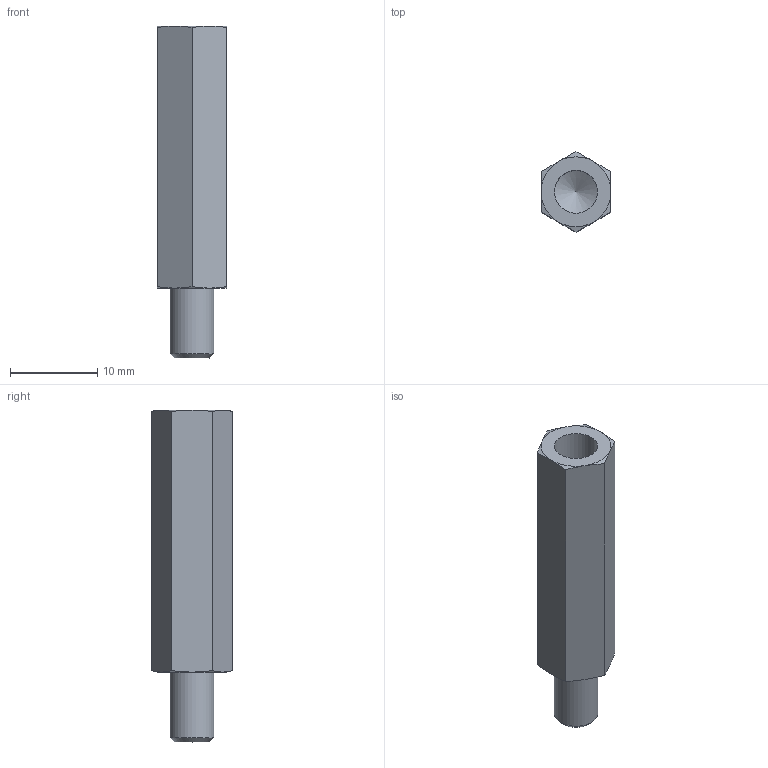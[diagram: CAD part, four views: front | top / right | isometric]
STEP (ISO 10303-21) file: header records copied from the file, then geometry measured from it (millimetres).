
FILE_DESCRIPTION(/* description */ ('Unknown'),/* implementation_level */ '2;1');
FILE_NAME(/* name */ 'Q_FBR-16A-2022',/* time_stamp */ '2025-07-08T10:39:09+08:00',/* author */ ('Unknown'),/* organization */ ('Unknown'),/* preprocessor_version */ 'ST-DEVELOPER v19.4',/* originating_system */ 'TianGong',/* authorisation */ 'Unknown');
FILE_SCHEMA (('AUTOMOTIVE_DESIGN {1 0 10303 214 3 1 1}'));
Length unit declared in the file: millimetre
Products named in the file (1): Q_FBR-16A-2022
Bounding box: 8 x 9.24 x 38 mm (x, y, z)
Volume: 1656.2 mm3; surface area: 1186.9 mm2
Topology: 1 solids, 1 shells, 25 faces, 53 edges, 31 vertices
Faces by surface type: cone 14, plane 9, cylinder 2
Full cylindrical faces by diameter (mm): 4.917 x1, 5 x1
Entity records: 849 total; most frequent: CARTESIAN_POINT 175, ORIENTED_EDGE 94, DIRECTION 92, EDGE_CURVE 47, AXIS2_PLACEMENT_3D 43, FACE_BOUND 31, VERTEX_POINT 30, EDGE_LOOP 30
